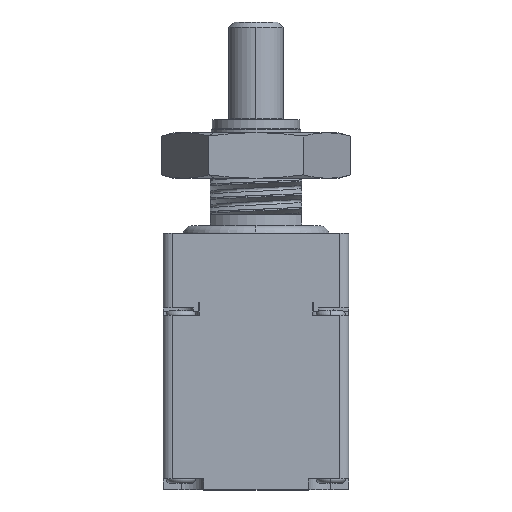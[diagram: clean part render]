
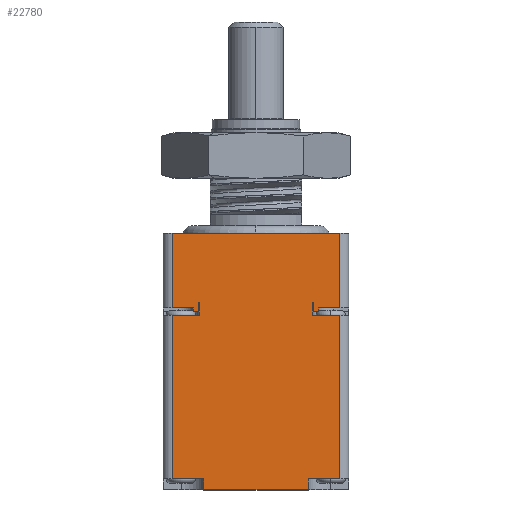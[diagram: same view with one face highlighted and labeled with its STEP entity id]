
A CAD part, top view. The second image highlights one B-rep face of the part: STEP entity #22780.
In plain terms, the highlighted face is planar.
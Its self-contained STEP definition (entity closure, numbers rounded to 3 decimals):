
#12240=CARTESIAN_POINT('',(1.655,0.,-4.3));
#12250=VERTEX_POINT('',#12240);
#12280=CARTESIAN_POINT('',(10.16,0.,-4.3));
#12290=DIRECTION('',(-1.,0.,0.));
#12300=VECTOR('',#12290,1.);
#12310=LINE('',#12280,#12300);
#12320=CARTESIAN_POINT('',(1.955,0.,-4.3));
#12330=VERTEX_POINT('',#12320);
#12340=EDGE_CURVE('',#12330,#12250,#12310,.T.);
#15710=CARTESIAN_POINT('',(9.66,0.,0.));
#15720=DIRECTION('',(0.,0.,-1.));
#15730=VECTOR('',#15720,1.);
#15740=LINE('',#15710,#15730);
#15750=CARTESIAN_POINT('',(9.66,0.,0.));
#15760=VERTEX_POINT('',#15750);
#15770=CARTESIAN_POINT('',(9.66,0.,-4.1));
#15780=VERTEX_POINT('',#15770);
#15790=EDGE_CURVE('',#15760,#15780,#15740,.T.);
#19070=CARTESIAN_POINT('',(0.5,0.,0.));
#19080=VERTEX_POINT('',#19070);
#19110=CARTESIAN_POINT('',(0.5,0.,0.));
#19120=DIRECTION('',(0.,0.,-1.));
#19130=VECTOR('',#19120,1.);
#19140=LINE('',#19110,#19130);
#19150=CARTESIAN_POINT('',(0.5,0.,-4.1));
#19160=VERTEX_POINT('',#19150);
#19170=EDGE_CURVE('',#19080,#19160,#19140,.T.);
#19490=CARTESIAN_POINT('',(8.205,0.,-4.3));
#19500=VERTEX_POINT('',#19490);
#19530=CARTESIAN_POINT('',(10.16,0.,-4.3));
#19540=DIRECTION('',(-1.,0.,0.));
#19550=VECTOR('',#19540,1.);
#19560=LINE('',#19530,#19550);
#19570=CARTESIAN_POINT('',(8.505,0.,-4.3));
#19580=VERTEX_POINT('',#19570);
#19590=EDGE_CURVE('',#19580,#19500,#19560,.T.);
#20850=CARTESIAN_POINT('',(1.955,0.,-3.8));
#20860=DIRECTION('',(0.,0.,-1.));
#20870=VECTOR('',#20860,1.);
#20880=LINE('',#20850,#20870);
#20890=CARTESIAN_POINT('',(1.955,0.,-3.8));
#20900=VERTEX_POINT('',#20890);
#20910=EDGE_CURVE('',#20900,#12330,#20880,.T.);
#21130=CARTESIAN_POINT('',(8.205,0.,-3.8));
#21140=VERTEX_POINT('',#21130);
#21170=CARTESIAN_POINT('',(8.205,0.,-3.8));
#21180=DIRECTION('',(0.,0.,-1.));
#21190=VECTOR('',#21180,1.);
#21200=LINE('',#21170,#21190);
#21210=EDGE_CURVE('',#21140,#19500,#21200,.T.);
#21330=CARTESIAN_POINT('',(8.255,0.,-3.8));
#21340=DIRECTION('',(0.,-1.,0.));
#21350=DIRECTION('',(1.,0.,0.));
#21360=AXIS2_PLACEMENT_3D('',#21330,#21340,#21350);
#21370=PLANE('',#21360);
#21380=CARTESIAN_POINT('',(10.16,0.,-3.8));
#21390=DIRECTION('',(-1.,0.,0.));
#21400=VECTOR('',#21390,1.);
#21410=LINE('',#21380,#21400);
#21420=CARTESIAN_POINT('',(8.18,0.,-3.8));
#21430=VERTEX_POINT('',#21420);
#21440=EDGE_CURVE('',#21140,#21430,#21410,.T.);
#21450=ORIENTED_EDGE('',*,*,#21440,.F.);
#21460=CARTESIAN_POINT('',(8.18,0.,-5.95));
#21470=DIRECTION('',(0.,0.,1.));
#21480=VECTOR('',#21470,1.);
#21490=LINE('',#21460,#21480);
#21500=CARTESIAN_POINT('',(8.18,0.,-4.5));
#21510=VERTEX_POINT('',#21500);
#21520=EDGE_CURVE('',#21510,#21430,#21490,.T.);
#21530=ORIENTED_EDGE('',*,*,#21520,.T.);
#21540=CARTESIAN_POINT('',(10.16,0.,-4.5)
);
#21550=DIRECTION('',(1.,0.,0.));
#21560=VECTOR('',#21550,1.);
#21570=LINE('',#21540,#21560);
#21580=CARTESIAN_POINT('',(9.66,0.,-4.5))
;
#21590=VERTEX_POINT('',#21580);
#21600=EDGE_CURVE('',#21510,#21590,#21570,.T.);
#21610=ORIENTED_EDGE('',*,*,#21600,.F.);
#21620=CARTESIAN_POINT('',(9.66,0.,-10.51));
#21630=DIRECTION('',(0.,0.,-1.));
#21640=VECTOR('',#21630,1.);
#21650=LINE('',#21620,#21640);
#21660=CARTESIAN_POINT('',(9.66,0.,-13.45));
#21670=VERTEX_POINT('',#21660);
#21680=EDGE_CURVE('',#21590,#21670,#21650,.T.);
#21690=ORIENTED_EDGE('',*,*,#21680,.F.);
#21700=CARTESIAN_POINT('',(6.158,0.,-13.45)
);
#21710=DIRECTION('',(1.,0.,0.));
#21720=VECTOR('',#21710,1.);
#21730=LINE('',#21700,#21720);
#21740=CARTESIAN_POINT('',(7.93,0.,-13.45));
#21750=VERTEX_POINT('',#21740);
#21760=EDGE_CURVE('',#21750,#21670,#21730,.T.);
#21770=ORIENTED_EDGE('',*,*,#21760,.T.);
#21780=CARTESIAN_POINT('',(7.93,0.,-10.51));
#21790=DIRECTION('',(0.,0.,-1.));
#21800=VECTOR('',#21790,1.);
#21810=LINE('',#21780,#21800);
#21820=CARTESIAN_POINT('',(7.93,0.,-14.05));
#21830=VERTEX_POINT('',#21820);
#21840=EDGE_CURVE('',#21750,#21830,#21810,.T.);
#21850=ORIENTED_EDGE('',*,*,#21840,.F.);
#21860=CARTESIAN_POINT('',(6.158,0.,-14.05)
);
#21870=DIRECTION('',(1.,0.,0.));
#21880=VECTOR('',#21870,1.);
#21890=LINE('',#21860,#21880);
#21900=CARTESIAN_POINT('',(2.23,0.,-14.05));
#21910=VERTEX_POINT('',#21900);
#21920=EDGE_CURVE('',#21910,#21830,#21890,.T.);
#21930=ORIENTED_EDGE('',*,*,#21920,.T.);
#21940=CARTESIAN_POINT('',(2.23,0.,-10.51));
#21950=DIRECTION('',(0.,0.,1.));
#21960=VECTOR('',#21950,1.);
#21970=LINE('',#21940,#21960);
#21980=CARTESIAN_POINT('',(2.23,0.,-13.45));
#21990=VERTEX_POINT('',#21980);
#22000=EDGE_CURVE('',#21910,#21990,#21970,.T.);
#22010=ORIENTED_EDGE('',*,*,#22000,.F.);
#22020=CARTESIAN_POINT('',(6.158,0.,-13.45)
);
#22030=DIRECTION('',(1.,0.,0.));
#22040=VECTOR('',#22030,1.);
#22050=LINE('',#22020,#22040);
#22060=CARTESIAN_POINT('',(0.5,0.,-13.45)
);
#22070=VERTEX_POINT('',#22060);
#22080=EDGE_CURVE('',#22070,#21990,#22050,.T.);
#22090=ORIENTED_EDGE('',*,*,#22080,.T.);
#22100=CARTESIAN_POINT('',(0.5,0.,-5.95));
#22110=DIRECTION('',(0.,0.,-1.));
#22120=VECTOR('',#22110,1.);
#22130=LINE('',#22100,#22120);
#22140=CARTESIAN_POINT('',(0.5,0.,-4.5));
#22150=VERTEX_POINT('',#22140);
#22160=EDGE_CURVE('',#22150,#22070,#22130,.T.);
#22170=ORIENTED_EDGE('',*,*,#22160,.T.);
#22180=CARTESIAN_POINT('',(10.16,0.,-4.5)
);
#22190=DIRECTION('',(1.,0.,0.));
#22200=VECTOR('',#22190,1.);
#22210=LINE('',#22180,#22200);
#22220=CARTESIAN_POINT('',(1.98,0.,-4.5));
#22230=VERTEX_POINT('',#22220);
#22240=EDGE_CURVE('',#22150,#22230,#22210,.T.);
#22250=ORIENTED_EDGE('',*,*,#22240,.F.);
#22260=CARTESIAN_POINT('',(1.98,0.,-5.95));
#22270=DIRECTION('',(0.,0.,1.));
#22280=VECTOR('',#22270,1.);
#22290=LINE('',#22260,#22280);
#22300=CARTESIAN_POINT('',(1.98,0.,-3.8));
#22310=VERTEX_POINT('',#22300);
#22320=EDGE_CURVE('',#22230,#22310,#22290,.T.);
#22330=ORIENTED_EDGE('',*,*,#22320,.F.);
#22340=EDGE_CURVE('',#22310,#20900,#21410,.T.);
#22350=ORIENTED_EDGE('',*,*,#22340,.F.);
#22360=ORIENTED_EDGE('',*,*,#20910,.F.);
#22370=ORIENTED_EDGE('',*,*,#12340,.F.);
#22380=CARTESIAN_POINT('',(1.655,0.,0.));
#22390=DIRECTION('',(0.,0.,1.));
#22400=VECTOR('',#22390,1.);
#22410=LINE('',#22380,#22400);
#22420=CARTESIAN_POINT('',(1.655,0.,-4.1));
#22430=VERTEX_POINT('',#22420);
#22440=EDGE_CURVE('',#12250,#22430,#22410,.T.);
#22450=ORIENTED_EDGE('',*,*,#22440,.F.);
#22460=CARTESIAN_POINT('',(0.,0.,-4.1));
#22470=DIRECTION('',(1.,0.,0.));
#22480=VECTOR('',#22470,1.);
#22490=LINE('',#22460,#22480);
#22500=EDGE_CURVE('',#19160,#22430,#22490,.T.);
#22510=ORIENTED_EDGE('',*,*,#22500,.T.);
#22520=ORIENTED_EDGE('',*,*,#19170,.T.);
#22530=CARTESIAN_POINT('',(0.,0.,0.));
#22540=DIRECTION('',(-1.,0.,0.));
#22550=VECTOR('',#22540,1.);
#22560=LINE('',#22530,#22550);
#22570=EDGE_CURVE('',#15760,#19080,#22560,.T.);
#22580=ORIENTED_EDGE('',*,*,#22570,.T.);
#22590=ORIENTED_EDGE('',*,*,#15790,.F.);
#22600=CARTESIAN_POINT('',(0.,0.,-4.1));
#22610=DIRECTION('',(1.,0.,0.));
#22620=VECTOR('',#22610,1.);
#22630=LINE('',#22600,#22620);
#22640=CARTESIAN_POINT('',(8.505,0.,-4.1));
#22650=VERTEX_POINT('',#22640);
#22660=EDGE_CURVE('',#22650,#15780,#22630,.T.);
#22670=ORIENTED_EDGE('',*,*,#22660,.T.);
#22680=CARTESIAN_POINT('',(8.505,0.,0.));
#22690=DIRECTION('',(0.,0.,-1.));
#22700=VECTOR('',#22690,1.);
#22710=LINE('',#22680,#22700);
#22720=EDGE_CURVE('',#22650,#19580,#22710,.T.);
#22730=ORIENTED_EDGE('',*,*,#22720,.F.);
#22740=ORIENTED_EDGE('',*,*,#19590,.F.);
#22750=ORIENTED_EDGE('',*,*,#21210,.T.);
#22760=EDGE_LOOP('',(#22750,#22740,#22730,#22670,#22590,#22580,#22520,
#22510,#22450,#22370,#22360,#22350,#22330,#22250,#22170,#22090,#22010,
#21930,#21850,#21770,#21690,#21610,#21530,#21450));
#22770=FACE_OUTER_BOUND('',#22760,.T.);
#22780=ADVANCED_FACE('',(#22770),#21370,.T.);
